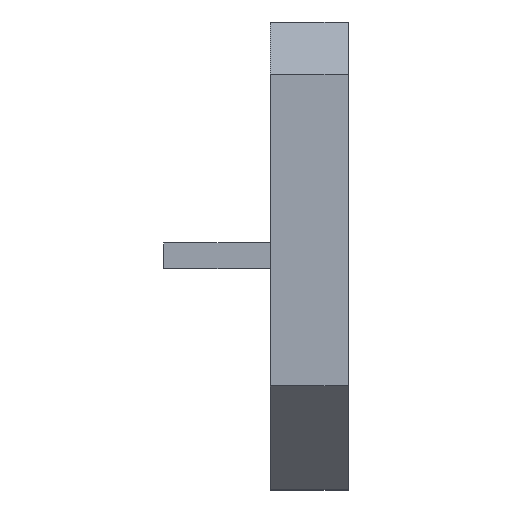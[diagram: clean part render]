
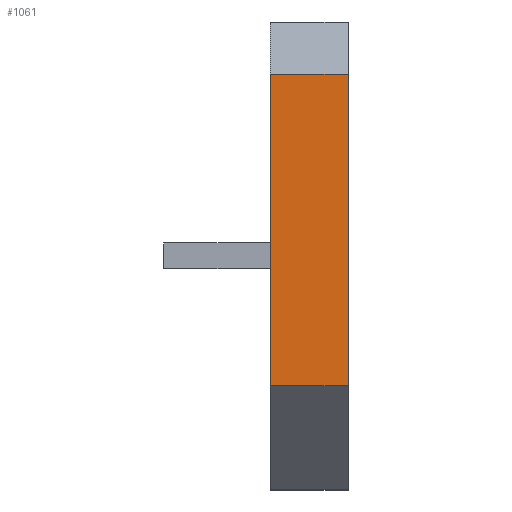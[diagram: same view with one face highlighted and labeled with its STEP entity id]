
A CAD part, left-side view. The second image highlights one B-rep face of the part: STEP entity #1061.
In plain terms, the highlighted planar face has unit normal (-1, 0, 0).
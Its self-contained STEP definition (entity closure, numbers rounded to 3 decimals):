
#12 = EDGE_CURVE ( 'NONE', #513, #390, #1068, .T. ) ;
#18 = CARTESIAN_POINT ( 'NONE',  ( -34.5, 3., 7. ) ) ;
#49 = CARTESIAN_POINT ( 'NONE',  ( -34.5, 0., 7. ) ) ;
#101 = CARTESIAN_POINT ( 'NONE',  ( -34.5, 3., 7. ) ) ;
#127 = DIRECTION ( 'NONE',  ( 1., 0., 0. ) ) ;
#222 = VECTOR ( 'NONE', #1655, 1000. ) ;
#249 = DIRECTION ( 'NONE',  ( 0., 0., 1. ) ) ;
#278 = CARTESIAN_POINT ( 'NONE',  ( -34.5, 3., -5. ) ) ;
#327 = VECTOR ( 'NONE', #249, 1000. ) ;
#350 = LINE ( 'NONE', #1258, #222 ) ;
#354 = FACE_OUTER_BOUND ( 'NONE', #744, .T. ) ;
#390 = VERTEX_POINT ( 'NONE', #455 ) ;
#397 = EDGE_CURVE ( 'NONE', #1145, #390, #973, .T. ) ;
#455 = CARTESIAN_POINT ( 'NONE',  ( -34.5, 0., 7. ) ) ;
#513 = VERTEX_POINT ( 'NONE', #1546 ) ;
#552 = DIRECTION ( 'NONE',  ( 0., 0., 1. ) ) ;
#585 = DIRECTION ( 'NONE',  ( 0., -1., 0. ) ) ;
#744 = EDGE_LOOP ( 'NONE', ( #929, #882, #1472, #1082 ) ) ;
#882 = ORIENTED_EDGE ( 'NONE', *, *, #397, .F. ) ;
#889 = EDGE_CURVE ( 'NONE', #1188, #513, #350, .T. ) ;
#906 = LINE ( 'NONE', #1411, #327 ) ;
#927 = CARTESIAN_POINT ( 'NONE',  ( -34.5, 3., 7. ) ) ;
#929 = ORIENTED_EDGE ( 'NONE', *, *, #12, .T. ) ;
#973 = LINE ( 'NONE', #101, #1313 ) ;
#1017 = DIRECTION ( 'NONE',  ( 0., 0., -1. ) ) ;
#1061 = ADVANCED_FACE ( 'NONE', ( #354 ), #1164, .F. ) ;
#1068 = LINE ( 'NONE', #49, #1396 ) ;
#1082 = ORIENTED_EDGE ( 'NONE', *, *, #889, .T. ) ;
#1110 = EDGE_CURVE ( 'NONE', #1188, #1145, #906, .T. ) ;
#1145 = VERTEX_POINT ( 'NONE', #927 ) ;
#1164 = PLANE ( 'NONE',  #1653 ) ;
#1188 = VERTEX_POINT ( 'NONE', #278 ) ;
#1258 = CARTESIAN_POINT ( 'NONE',  ( -34.5, 3., -5. ) ) ;
#1313 = VECTOR ( 'NONE', #585, 1000. ) ;
#1396 = VECTOR ( 'NONE', #552, 1000. ) ;
#1411 = CARTESIAN_POINT ( 'NONE',  ( -34.5, 3., 7. ) ) ;
#1472 = ORIENTED_EDGE ( 'NONE', *, *, #1110, .F. ) ;
#1546 = CARTESIAN_POINT ( 'NONE',  ( -34.5, 0., -5. ) ) ;
#1653 = AXIS2_PLACEMENT_3D ( 'NONE', #18, #127, #1017 ) ;
#1655 = DIRECTION ( 'NONE',  ( 0., -1., 0. ) ) ;
